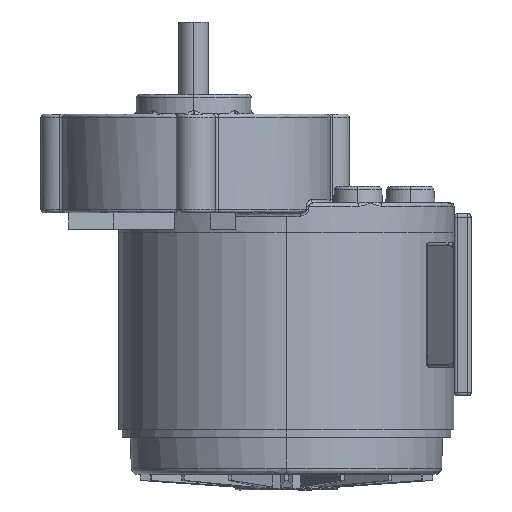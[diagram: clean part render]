
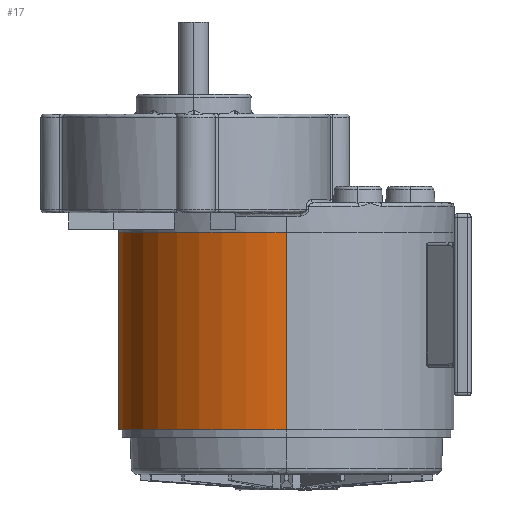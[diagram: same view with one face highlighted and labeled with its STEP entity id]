
A CAD part, left-side view. The second image highlights one B-rep face of the part: STEP entity #17.
In plain terms, the highlighted free-form (B-spline) face has degree [2, 1] with [5, 2] control points.
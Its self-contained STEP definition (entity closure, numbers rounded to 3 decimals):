
#17 = ADVANCED_FACE('',(#18),#54,.T.);
#18 = FACE_BOUND('',#19,.T.);
#19 = EDGE_LOOP('',(#20,#32,#39,#49));
#20 = ORIENTED_EDGE('',*,*,#21,.T.);
#21 = EDGE_CURVE('',#22,#24,#26,.T.);
#22 = VERTEX_POINT('',#23);
#23 = CARTESIAN_POINT('',(43.001,0.,-50.589));
#24 = VERTEX_POINT('',#25);
#25 = CARTESIAN_POINT('',(-43.001,0.,
    -50.589));
#26 = ( BOUNDED_CURVE() B_SPLINE_CURVE(2,(#27,#28,#29,#30,#31),
.UNSPECIFIED.,.F.,.F.) B_SPLINE_CURVE_WITH_KNOTS((3,2,3),(0.,
1.571,3.142),.PIECEWISE_BEZIER_KNOTS.) CURVE() 
GEOMETRIC_REPRESENTATION_ITEM() RATIONAL_B_SPLINE_CURVE((1.,
0.707,1.,0.707,1.)) REPRESENTATION_ITEM('') );
#27 = CARTESIAN_POINT('',(43.001,0.,-50.589));
#28 = CARTESIAN_POINT('',(43.001,43.001,
    -50.589));
#29 = CARTESIAN_POINT('',(0.,43.001,
    -50.589));
#30 = CARTESIAN_POINT('',(-43.001,43.001,
    -50.589));
#31 = CARTESIAN_POINT('',(-43.001,0.,
    -50.589));
#32 = ORIENTED_EDGE('',*,*,#33,.T.);
#33 = EDGE_CURVE('',#24,#34,#36,.T.);
#34 = VERTEX_POINT('',#35);
#35 = CARTESIAN_POINT('',(-43.001,0.,0.));
#36 = B_SPLINE_CURVE_WITH_KNOTS('',1,(#37,#38),.UNSPECIFIED.,.F.,.F.,(2,
    2),(0.,60.),.PIECEWISE_BEZIER_KNOTS.);
#37 = CARTESIAN_POINT('',(-43.001,0.,
    -50.589));
#38 = CARTESIAN_POINT('',(-43.001,0.,0.));
#39 = ORIENTED_EDGE('',*,*,#40,.F.);
#40 = EDGE_CURVE('',#41,#34,#43,.T.);
#41 = VERTEX_POINT('',#42);
#42 = CARTESIAN_POINT('',(43.001,0.,0.));
#43 = ( BOUNDED_CURVE() B_SPLINE_CURVE(2,(#44,#45,#46,#47,#48),
.UNSPECIFIED.,.F.,.F.) B_SPLINE_CURVE_WITH_KNOTS((3,2,3),(0.,
1.571,3.142),.PIECEWISE_BEZIER_KNOTS.) CURVE() 
GEOMETRIC_REPRESENTATION_ITEM() RATIONAL_B_SPLINE_CURVE((1.,
0.707,1.,0.707,1.)) REPRESENTATION_ITEM('') );
#44 = CARTESIAN_POINT('',(43.001,0.,0.));
#45 = CARTESIAN_POINT('',(43.001,43.001,0.));
#46 = CARTESIAN_POINT('',(0.,43.001,0.));
#47 = CARTESIAN_POINT('',(-43.001,43.001,0.));
#48 = CARTESIAN_POINT('',(-43.001,0.,0.));
#49 = ORIENTED_EDGE('',*,*,#50,.F.);
#50 = EDGE_CURVE('',#22,#41,#51,.T.);
#51 = B_SPLINE_CURVE_WITH_KNOTS('',1,(#52,#53),.UNSPECIFIED.,.F.,.F.,(2,
    2),(0.,60.),.PIECEWISE_BEZIER_KNOTS.);
#52 = CARTESIAN_POINT('',(43.001,0.,-50.589));
#53 = CARTESIAN_POINT('',(43.001,0.,0.));
#54 = ( BOUNDED_SURFACE() B_SPLINE_SURFACE(2,1,(
    (#55,#56)
    ,(#57,#58)
    ,(#59,#60)
    ,(#61,#62)
,(#63,#64
    )),.UNSPECIFIED.,.F.,.F.,.F.) B_SPLINE_SURFACE_WITH_KNOTS((3,2,3),(2
    ,2),(0.,1.571,3.142),(0.,60.),
.PIECEWISE_BEZIER_KNOTS.) GEOMETRIC_REPRESENTATION_ITEM() 
RATIONAL_B_SPLINE_SURFACE((
    (1.,1.)
    ,(0.707,0.707)
    ,(1.,1.)
    ,(0.707,0.707)
,(1.,1.))) REPRESENTATION_ITEM('') SURFACE() );
#55 = CARTESIAN_POINT('',(43.001,0.,-50.589));
#56 = CARTESIAN_POINT('',(43.001,0.,0.));
#57 = CARTESIAN_POINT('',(43.001,43.001,
    -50.589));
#58 = CARTESIAN_POINT('',(43.001,43.001,0.));
#59 = CARTESIAN_POINT('',(0.,43.001,
    -50.589));
#60 = CARTESIAN_POINT('',(0.,43.001,0.));
#61 = CARTESIAN_POINT('',(-43.001,43.001,
    -50.589));
#62 = CARTESIAN_POINT('',(-43.001,43.001,0.));
#63 = CARTESIAN_POINT('',(-43.001,0.,
    -50.589));
#64 = CARTESIAN_POINT('',(-43.001,0.,0.));
